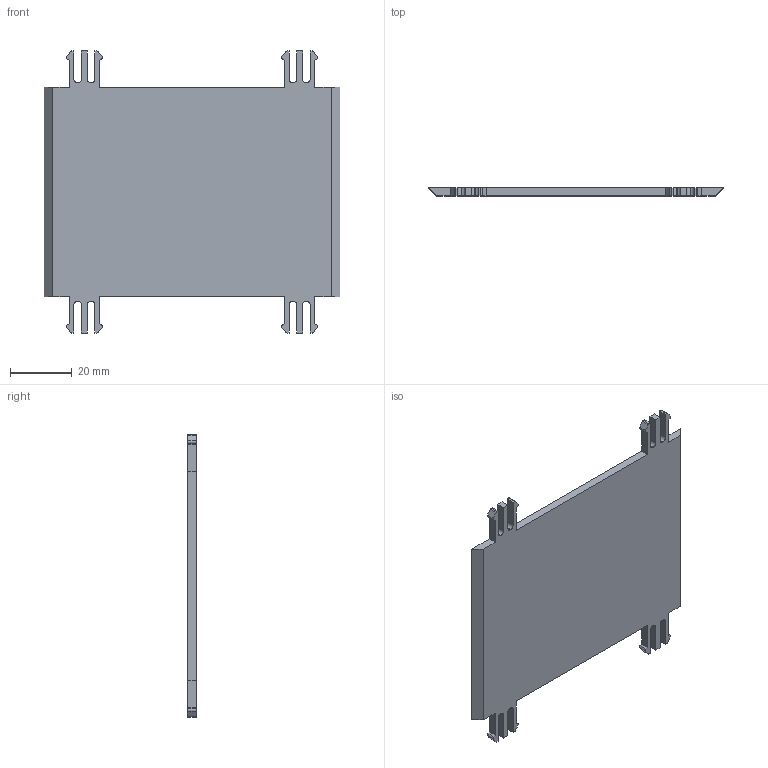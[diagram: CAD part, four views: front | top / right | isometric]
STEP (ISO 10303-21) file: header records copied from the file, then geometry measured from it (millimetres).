
FILE_DESCRIPTION(/* description */ (''),/* implementation_level */ '2;1');
FILE_NAME(/* name */ '02_Wall_with_acor_logo.stp',/* time_stamp */ '2025-08-13T14:26:42+02:00',/* author */ (''),/* organization */ (''),/* preprocessor_version */ 'ST-DEVELOPER v20',/* originating_system */ 'SIEMENS PLM Software NX2412.1700',/* authorisation */ '');
FILE_SCHEMA (('AUTOMOTIVE_DESIGN { 1 0 10303 214 3 1 1 1 }'));
Length unit declared in the file: millimetre
Products named in the file (1): 02_Wall_with_acor_logo
Bounding box: 96.02 x 2.67 x 91.7 mm (x, y, z)
Volume: 17129.6 mm3; surface area: 15757.3 mm2
Topology: 1 solids, 1 shells, 282 faces, 765 edges, 510 vertices
Faces by surface type: plane 239, cylinder 43
Entity records: 8799 total; most frequent: CARTESIAN_POINT 1558, ORIENTED_EDGE 1530, DIRECTION 1417, EDGE_CURVE 765, LINE 679, VECTOR 679, VERTEX_POINT 510, AXIS2_PLACEMENT_3D 369
